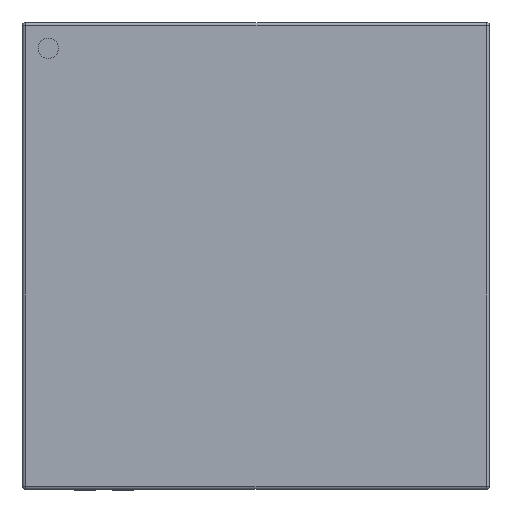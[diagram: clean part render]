
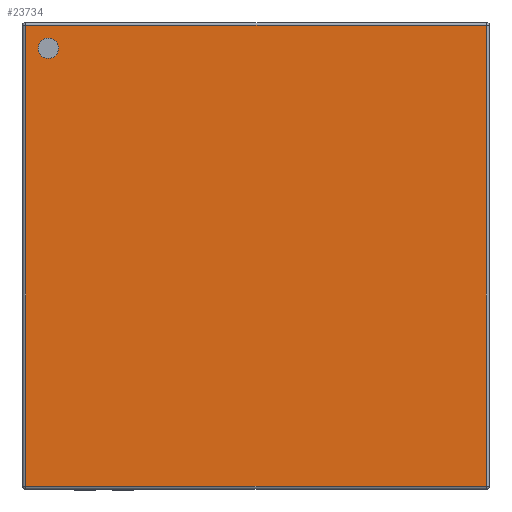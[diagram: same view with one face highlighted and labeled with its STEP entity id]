
A CAD part, top view. The second image highlights one B-rep face of the part: STEP entity #23734.
In plain terms, the highlighted planar face has unit normal (0, 0, 1).
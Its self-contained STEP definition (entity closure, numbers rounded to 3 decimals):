
#5402 = CYLINDRICAL_SURFACE('',#5403,0.05);
#5403 = AXIS2_PLACEMENT_3D('',#5404,#5405,#5406);
#5404 = CARTESIAN_POINT('',(-3.94,3.94,0.83));
#5405 = DIRECTION('',(-0.,-1.,-0.));
#5406 = DIRECTION('',(-1.,0.,0.));
#20260 = VERTEX_POINT('',#20261);
#20261 = CARTESIAN_POINT('',(-3.94,3.94,0.88));
#20281 = EDGE_CURVE('',#20260,#20282,#20284,.T.);
#20282 = VERTEX_POINT('',#20283);
#20283 = CARTESIAN_POINT('',(-3.94,-3.94,0.88));
#20284 = SURFACE_CURVE('',#20285,(#20289,#20296),.PCURVE_S1.);
#20285 = LINE('',#20286,#20287);
#20286 = CARTESIAN_POINT('',(-3.94,3.94,0.88));
#20287 = VECTOR('',#20288,1.);
#20288 = DIRECTION('',(-0.,-1.,-0.));
#20289 = PCURVE('',#5402,#20290);
#20290 = DEFINITIONAL_REPRESENTATION('',(#20291),#20295);
#20291 = LINE('',#20292,#20293);
#20292 = CARTESIAN_POINT('',(-1.571,0.));
#20293 = VECTOR('',#20294,1.);
#20294 = DIRECTION('',(-0.,1.));
#20295 = ( GEOMETRIC_REPRESENTATION_CONTEXT(2) 
PARAMETRIC_REPRESENTATION_CONTEXT() REPRESENTATION_CONTEXT('2D SPACE',''
  ) );
#20296 = PCURVE('',#20297,#20302);
#20297 = PLANE('',#20298);
#20298 = AXIS2_PLACEMENT_3D('',#20299,#20300,#20301);
#20299 = CARTESIAN_POINT('',(-3.99,-3.99,0.88));
#20300 = DIRECTION('',(0.,0.,1.));
#20301 = DIRECTION('',(1.,0.,0.));
#20302 = DEFINITIONAL_REPRESENTATION('',(#20303),#20307);
#20303 = LINE('',#20304,#20305);
#20304 = CARTESIAN_POINT('',(0.05,7.93));
#20305 = VECTOR('',#20306,1.);
#20306 = DIRECTION('',(-0.,-1.));
#20307 = ( GEOMETRIC_REPRESENTATION_CONTEXT(2) 
PARAMETRIC_REPRESENTATION_CONTEXT() REPRESENTATION_CONTEXT('2D SPACE',''
  ) );
#20645 = CYLINDRICAL_SURFACE('',#20646,0.05);
#20646 = AXIS2_PLACEMENT_3D('',#20647,#20648,#20649);
#20647 = CARTESIAN_POINT('',(-3.99,-3.94,0.83));
#20648 = DIRECTION('',(1.,0.,0.));
#20649 = DIRECTION('',(0.,-1.,0.));
#21881 = CYLINDRICAL_SURFACE('',#21882,0.05);
#21882 = AXIS2_PLACEMENT_3D('',#21883,#21884,#21885);
#21883 = CARTESIAN_POINT('',(-3.99,3.94,0.83));
#21884 = DIRECTION('',(1.,0.,0.));
#21885 = DIRECTION('',(0.,1.,0.));
#22443 = CYLINDRICAL_SURFACE('',#22444,0.05);
#22444 = AXIS2_PLACEMENT_3D('',#22445,#22446,#22447);
#22445 = CARTESIAN_POINT('',(3.94,-3.94,0.83));
#22446 = DIRECTION('',(0.,1.,0.));
#22447 = DIRECTION('',(0.,0.,1.));
#23734 = ADVANCED_FACE('',(#23735,#23805),#20297,.T.);
#23735 = FACE_BOUND('',#23736,.T.);
#23736 = EDGE_LOOP('',(#23737,#23760,#23783,#23804));
#23737 = ORIENTED_EDGE('',*,*,#23738,.T.);
#23738 = EDGE_CURVE('',#20282,#23739,#23741,.T.);
#23739 = VERTEX_POINT('',#23740);
#23740 = CARTESIAN_POINT('',(3.94,-3.94,0.88));
#23741 = SURFACE_CURVE('',#23742,(#23746,#23753),.PCURVE_S1.);
#23742 = LINE('',#23743,#23744);
#23743 = CARTESIAN_POINT('',(-3.99,-3.94,0.88));
#23744 = VECTOR('',#23745,1.);
#23745 = DIRECTION('',(1.,0.,0.));
#23746 = PCURVE('',#20297,#23747);
#23747 = DEFINITIONAL_REPRESENTATION('',(#23748),#23752);
#23748 = LINE('',#23749,#23750);
#23749 = CARTESIAN_POINT('',(0.,0.05));
#23750 = VECTOR('',#23751,1.);
#23751 = DIRECTION('',(1.,0.));
#23752 = ( GEOMETRIC_REPRESENTATION_CONTEXT(2) 
PARAMETRIC_REPRESENTATION_CONTEXT() REPRESENTATION_CONTEXT('2D SPACE',''
  ) );
#23753 = PCURVE('',#20645,#23754);
#23754 = DEFINITIONAL_REPRESENTATION('',(#23755),#23759);
#23755 = LINE('',#23756,#23757);
#23756 = CARTESIAN_POINT('',(-1.571,0.));
#23757 = VECTOR('',#23758,1.);
#23758 = DIRECTION('',(-0.,1.));
#23759 = ( GEOMETRIC_REPRESENTATION_CONTEXT(2) 
PARAMETRIC_REPRESENTATION_CONTEXT() REPRESENTATION_CONTEXT('2D SPACE',''
  ) );
#23760 = ORIENTED_EDGE('',*,*,#23761,.T.);
#23761 = EDGE_CURVE('',#23739,#23762,#23764,.T.);
#23762 = VERTEX_POINT('',#23763);
#23763 = CARTESIAN_POINT('',(3.94,3.94,0.88));
#23764 = SURFACE_CURVE('',#23765,(#23769,#23776),.PCURVE_S1.);
#23765 = LINE('',#23766,#23767);
#23766 = CARTESIAN_POINT('',(3.94,-3.94,0.88));
#23767 = VECTOR('',#23768,1.);
#23768 = DIRECTION('',(0.,1.,0.));
#23769 = PCURVE('',#20297,#23770);
#23770 = DEFINITIONAL_REPRESENTATION('',(#23771),#23775);
#23771 = LINE('',#23772,#23773);
#23772 = CARTESIAN_POINT('',(7.93,0.05));
#23773 = VECTOR('',#23774,1.);
#23774 = DIRECTION('',(0.,1.));
#23775 = ( GEOMETRIC_REPRESENTATION_CONTEXT(2) 
PARAMETRIC_REPRESENTATION_CONTEXT() REPRESENTATION_CONTEXT('2D SPACE',''
  ) );
#23776 = PCURVE('',#22443,#23777);
#23777 = DEFINITIONAL_REPRESENTATION('',(#23778),#23782);
#23778 = LINE('',#23779,#23780);
#23779 = CARTESIAN_POINT('',(0.,0.));
#23780 = VECTOR('',#23781,1.);
#23781 = DIRECTION('',(0.,1.));
#23782 = ( GEOMETRIC_REPRESENTATION_CONTEXT(2) 
PARAMETRIC_REPRESENTATION_CONTEXT() REPRESENTATION_CONTEXT('2D SPACE',''
  ) );
#23783 = ORIENTED_EDGE('',*,*,#23784,.F.);
#23784 = EDGE_CURVE('',#20260,#23762,#23785,.T.);
#23785 = SURFACE_CURVE('',#23786,(#23790,#23797),.PCURVE_S1.);
#23786 = LINE('',#23787,#23788);
#23787 = CARTESIAN_POINT('',(-3.99,3.94,0.88));
#23788 = VECTOR('',#23789,1.);
#23789 = DIRECTION('',(1.,0.,0.));
#23790 = PCURVE('',#20297,#23791);
#23791 = DEFINITIONAL_REPRESENTATION('',(#23792),#23796);
#23792 = LINE('',#23793,#23794);
#23793 = CARTESIAN_POINT('',(0.,7.93));
#23794 = VECTOR('',#23795,1.);
#23795 = DIRECTION('',(1.,0.));
#23796 = ( GEOMETRIC_REPRESENTATION_CONTEXT(2) 
PARAMETRIC_REPRESENTATION_CONTEXT() REPRESENTATION_CONTEXT('2D SPACE',''
  ) );
#23797 = PCURVE('',#21881,#23798);
#23798 = DEFINITIONAL_REPRESENTATION('',(#23799),#23803);
#23799 = LINE('',#23800,#23801);
#23800 = CARTESIAN_POINT('',(1.571,0.));
#23801 = VECTOR('',#23802,1.);
#23802 = DIRECTION('',(0.,1.));
#23803 = ( GEOMETRIC_REPRESENTATION_CONTEXT(2) 
PARAMETRIC_REPRESENTATION_CONTEXT() REPRESENTATION_CONTEXT('2D SPACE',''
  ) );
#23804 = ORIENTED_EDGE('',*,*,#20281,.T.);
#23805 = FACE_BOUND('',#23806,.T.);
#23806 = EDGE_LOOP('',(#23807));
#23807 = ORIENTED_EDGE('',*,*,#23808,.F.);
#23808 = EDGE_CURVE('',#23809,#23809,#23811,.T.);
#23809 = VERTEX_POINT('',#23810);
#23810 = CARTESIAN_POINT('',(-3.375,-3.55,0.88));
#23811 = SURFACE_CURVE('',#23812,(#23817,#23824),.PCURVE_S1.);
#23812 = CIRCLE('',#23813,0.175);
#23813 = AXIS2_PLACEMENT_3D('',#23814,#23815,#23816);
#23814 = CARTESIAN_POINT('',(-3.55,-3.55,0.88));
#23815 = DIRECTION('',(0.,0.,1.));
#23816 = DIRECTION('',(1.,0.,0.));
#23817 = PCURVE('',#20297,#23818);
#23818 = DEFINITIONAL_REPRESENTATION('',(#23819),#23823);
#23819 = CIRCLE('',#23820,0.175);
#23820 = AXIS2_PLACEMENT_2D('',#23821,#23822);
#23821 = CARTESIAN_POINT('',(0.44,0.44));
#23822 = DIRECTION('',(1.,0.));
#23823 = ( GEOMETRIC_REPRESENTATION_CONTEXT(2) 
PARAMETRIC_REPRESENTATION_CONTEXT() REPRESENTATION_CONTEXT('2D SPACE',''
  ) );
#23824 = PCURVE('',#23825,#23830);
#23825 = CYLINDRICAL_SURFACE('',#23826,0.175);
#23826 = AXIS2_PLACEMENT_3D('',#23827,#23828,#23829);
#23827 = CARTESIAN_POINT('',(-3.55,-3.55,0.88));
#23828 = DIRECTION('',(-0.,-0.,-1.));
#23829 = DIRECTION('',(1.,0.,0.));
#23830 = DEFINITIONAL_REPRESENTATION('',(#23831),#23835);
#23831 = LINE('',#23832,#23833);
#23832 = CARTESIAN_POINT('',(-0.,0.));
#23833 = VECTOR('',#23834,1.);
#23834 = DIRECTION('',(-1.,0.));
#23835 = ( GEOMETRIC_REPRESENTATION_CONTEXT(2) 
PARAMETRIC_REPRESENTATION_CONTEXT() REPRESENTATION_CONTEXT('2D SPACE',''
  ) );
